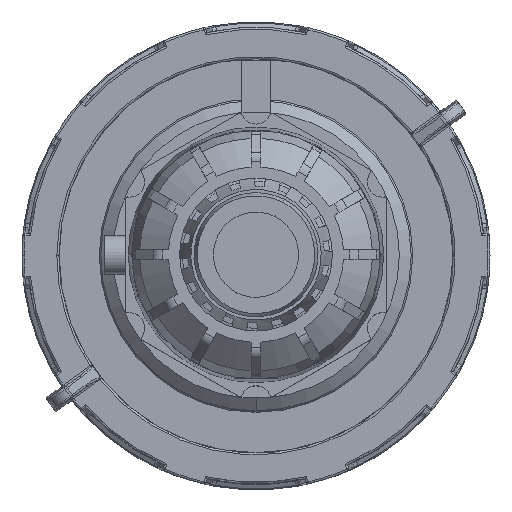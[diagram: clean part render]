
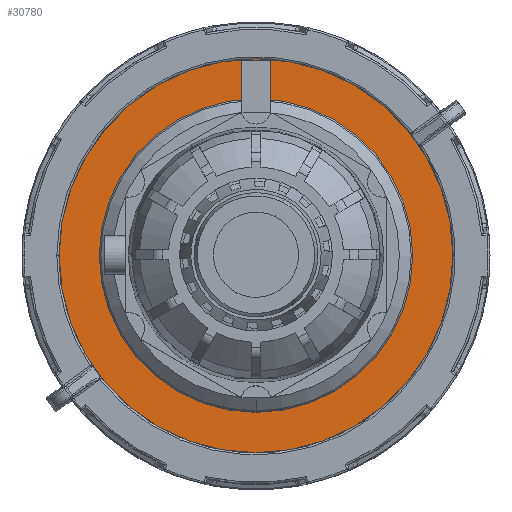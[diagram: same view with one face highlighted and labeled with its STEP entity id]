
A CAD part, top view. The second image highlights one B-rep face of the part: STEP entity #30780.
In plain terms, the highlighted planar face has unit normal (0, 0, 1).
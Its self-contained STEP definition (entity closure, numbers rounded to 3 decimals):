
#185 = VERTEX_POINT ( 'NONE', #27265 ) ;
#789 = CARTESIAN_POINT ( 'NONE',  ( -36.15, 0., 19.6 ) ) ;
#1750 = CIRCLE ( 'NONE', #7082, 47.55 ) ;
#3979 = EDGE_CURVE ( 'NONE', #18241, #18944, #1750, .T. ) ;
#4737 = DIRECTION ( 'NONE',  ( 0., 1., 0. ) ) ;
#5101 = CIRCLE ( 'NONE', #14512, 36.15 ) ;
#6989 = CIRCLE ( 'NONE', #11144, 36.15 ) ;
#7072 = CARTESIAN_POINT ( 'NONE',  ( 0., -47.55, 19.6 ) ) ;
#7082 = AXIS2_PLACEMENT_3D ( 'NONE', #8969, #25612, #8418 ) ;
#8233 = DIRECTION ( 'NONE',  ( 0., 1., 0. ) ) ;
#8418 = DIRECTION ( 'NONE',  ( 0., 1., 0. ) ) ;
#8969 = CARTESIAN_POINT ( 'NONE',  ( 0., 0., 19.6 ) ) ;
#10369 = EDGE_CURVE ( 'NONE', #18944, #18241, #13900, .T. ) ;
#11144 = AXIS2_PLACEMENT_3D ( 'NONE', #30025, #36113, #24123 ) ;
#11209 = CARTESIAN_POINT ( 'NONE',  ( 0., 36.15, 19.6 ) ) ;
#11958 = FACE_OUTER_BOUND ( 'NONE', #12183, .T. ) ;
#12183 = EDGE_LOOP ( 'NONE', ( #28423, #18149 ) ) ;
#13900 = CIRCLE ( 'NONE', #17998, 47.55 ) ;
#14512 = AXIS2_PLACEMENT_3D ( 'NONE', #22282, #33561, #8233 ) ;
#14887 = PLANE ( 'NONE',  #18064 ) ;
#15002 = EDGE_CURVE ( 'NONE', #185, #34558, #5101, .T. ) ;
#17980 = ORIENTED_EDGE ( 'NONE', *, *, #15002, .T. ) ;
#17998 = AXIS2_PLACEMENT_3D ( 'NONE', #18959, #30259, #4737 ) ;
#18064 = AXIS2_PLACEMENT_3D ( 'NONE', #789, #23389, #30984 ) ;
#18149 = ORIENTED_EDGE ( 'NONE', *, *, #3979, .F. ) ;
#18241 = VERTEX_POINT ( 'NONE', #7072 ) ;
#18944 = VERTEX_POINT ( 'NONE', #23212 ) ;
#18959 = CARTESIAN_POINT ( 'NONE',  ( 0., 0., 19.6 ) ) ;
#22282 = CARTESIAN_POINT ( 'NONE',  ( 0., 0., 19.6 ) ) ;
#23115 = EDGE_LOOP ( 'NONE', ( #35209, #17980 ) ) ;
#23212 = CARTESIAN_POINT ( 'NONE',  ( 0., 47.55, 19.6 ) ) ;
#23389 = DIRECTION ( 'NONE',  ( 0., 0., -1. ) ) ;
#24123 = DIRECTION ( 'NONE',  ( 0., 1., 0. ) ) ;
#24339 = EDGE_CURVE ( 'NONE', #34558, #185, #6989, .T. ) ;
#25612 = DIRECTION ( 'NONE',  ( 0., 0., -1. ) ) ;
#27265 = CARTESIAN_POINT ( 'NONE',  ( 0., -36.15, 19.6 ) ) ;
#28423 = ORIENTED_EDGE ( 'NONE', *, *, #10369, .F. ) ;
#30025 = CARTESIAN_POINT ( 'NONE',  ( 0., 0., 19.6 ) ) ;
#30259 = DIRECTION ( 'NONE',  ( 0., 0., -1. ) ) ;
#30780 = ADVANCED_FACE ( 'NONE', ( #11958, #34135 ), #14887, .F. ) ;
#30984 = DIRECTION ( 'NONE',  ( 0., 1., 0. ) ) ;
#33561 = DIRECTION ( 'NONE',  ( 0., 0., -1. ) ) ;
#34135 = FACE_BOUND ( 'NONE', #23115, .T. ) ;
#34558 = VERTEX_POINT ( 'NONE', #11209 ) ;
#35209 = ORIENTED_EDGE ( 'NONE', *, *, #24339, .T. ) ;
#36113 = DIRECTION ( 'NONE',  ( 0., 0., -1. ) ) ;
